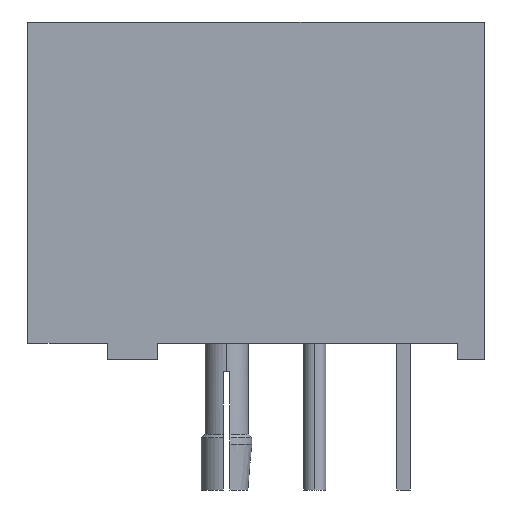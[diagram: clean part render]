
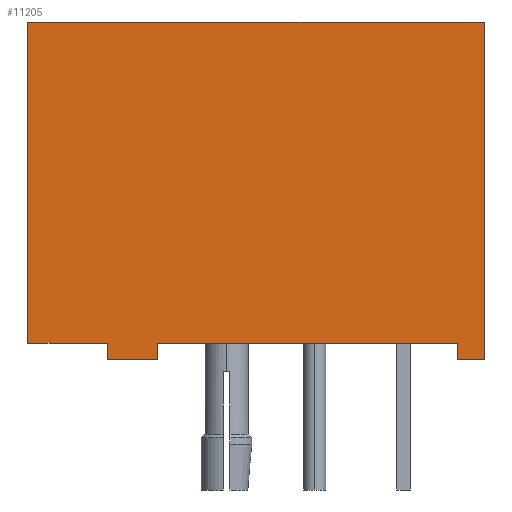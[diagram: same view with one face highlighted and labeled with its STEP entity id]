
A CAD part, left-side view. The second image highlights one B-rep face of the part: STEP entity #11205.
In plain terms, the highlighted planar face has unit normal (-1, 0, 0).
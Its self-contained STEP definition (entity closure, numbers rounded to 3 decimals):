
#186 = CARTESIAN_POINT ( 'NONE',  ( -4.85, 2.9, -10. ) ) ;
#196 = CARTESIAN_POINT ( 'NONE',  ( -4.85, 6.75, -9.5 ) ) ;
#538 = VERTEX_POINT ( 'NONE', #929 ) ;
#929 = CARTESIAN_POINT ( 'NONE',  ( -4.85, 2.9, -9.5 ) ) ;
#1653 = VECTOR ( 'NONE', #8249, 1000. ) ;
#2548 = CARTESIAN_POINT ( 'NONE',  ( -4.85, 4.4, -10. ) ) ;
#2583 = VECTOR ( 'NONE', #19298, 1000. ) ;
#2604 = ORIENTED_EDGE ( 'NONE', *, *, #3384, .F. ) ;
#3384 = EDGE_CURVE ( 'NONE', #15348, #18220, #17940, .T. ) ;
#3401 = EDGE_CURVE ( 'NONE', #16974, #13049, #13959, .T. ) ;
#3855 = VECTOR ( 'NONE', #6238, 1000. ) ;
#4394 = LINE ( 'NONE', #196, #9149 ) ;
#4668 = EDGE_CURVE ( 'NONE', #15348, #538, #13331, .T. ) ;
#4684 = DIRECTION ( 'NONE',  ( 0., 0., 1. ) ) ;
#5258 = ORIENTED_EDGE ( 'NONE', *, *, #22109, .T. ) ;
#5825 = DIRECTION ( 'NONE',  ( 0., 1., 0. ) ) ;
#5942 = VECTOR ( 'NONE', #20167, 1000. ) ;
#6158 = VECTOR ( 'NONE', #12250, 1000. ) ;
#6238 = DIRECTION ( 'NONE',  ( 0., 0., 1. ) ) ;
#6253 = DIRECTION ( 'NONE',  ( 0., 0., 1. ) ) ;
#6616 = DIRECTION ( 'NONE',  ( 0., -1., 0. ) ) ;
#6823 = EDGE_CURVE ( 'NONE', #13319, #18467, #10809, .T. ) ;
#6905 = FACE_OUTER_BOUND ( 'NONE', #16481, .T. ) ;
#7678 = CARTESIAN_POINT ( 'NONE',  ( -4.85, -6.75, 0. ) ) ;
#7900 = VECTOR ( 'NONE', #14648, 1000. ) ;
#7973 = EDGE_CURVE ( 'NONE', #21988, #8878, #12005, .T. ) ;
#8249 = DIRECTION ( 'NONE',  ( 0., 1., 0. ) ) ;
#8515 = CARTESIAN_POINT ( 'NONE',  ( -4.85, -6.75, 0. ) ) ;
#8677 = CARTESIAN_POINT ( 'NONE',  ( -4.85, -5.95, -10. ) ) ;
#8878 = VERTEX_POINT ( 'NONE', #12253 ) ;
#8930 = PLANE ( 'NONE',  #23996 ) ;
#9149 = VECTOR ( 'NONE', #6253, 1000. ) ;
#9662 = CARTESIAN_POINT ( 'NONE',  ( -4.85, 4.4, -10. ) ) ;
#10128 = LINE ( 'NONE', #15686, #3855 ) ;
#10429 = DIRECTION ( 'NONE',  ( -1., 0., 0. ) ) ;
#10468 = ORIENTED_EDGE ( 'NONE', *, *, #14881, .T. ) ;
#10505 = CARTESIAN_POINT ( 'NONE',  ( -4.85, 6.75, -9.5 ) ) ;
#10555 = ORIENTED_EDGE ( 'NONE', *, *, #18251, .F. ) ;
#10809 = LINE ( 'NONE', #24129, #7900 ) ;
#11108 = ORIENTED_EDGE ( 'NONE', *, *, #3401, .F. ) ;
#11205 = ADVANCED_FACE ( 'NONE', ( #6905 ), #8930, .T. ) ;
#11218 = VERTEX_POINT ( 'NONE', #15996 ) ;
#11559 = CARTESIAN_POINT ( 'NONE',  ( -4.85, -5.95, -9.5 ) ) ;
#11690 = LINE ( 'NONE', #11938, #22148 ) ;
#11928 = ORIENTED_EDGE ( 'NONE', *, *, #13799, .F. ) ;
#11938 = CARTESIAN_POINT ( 'NONE',  ( -4.85, -5.95, -10. ) ) ;
#12005 = LINE ( 'NONE', #19573, #6158 ) ;
#12250 = DIRECTION ( 'NONE',  ( 0., -1., 0. ) ) ;
#12253 = CARTESIAN_POINT ( 'NONE',  ( -4.85, 4.4, -9.5 ) ) ;
#12277 = DIRECTION ( 'NONE',  ( 0., 0., 1. ) ) ;
#12596 = CARTESIAN_POINT ( 'NONE',  ( -4.85, -6.75, -9.5 ) ) ;
#13049 = VERTEX_POINT ( 'NONE', #7678 ) ;
#13319 = VERTEX_POINT ( 'NONE', #8677 ) ;
#13331 = LINE ( 'NONE', #186, #2583 ) ;
#13707 = CARTESIAN_POINT ( 'NONE',  ( -4.85, 2.9, -10. ) ) ;
#13799 = EDGE_CURVE ( 'NONE', #11218, #13319, #11690, .T. ) ;
#13959 = LINE ( 'NONE', #8515, #18697 ) ;
#14175 = CARTESIAN_POINT ( 'NONE',  ( -4.85, 6.75, 0. ) ) ;
#14422 = ORIENTED_EDGE ( 'NONE', *, *, #6823, .F. ) ;
#14648 = DIRECTION ( 'NONE',  ( 0., 0., 1. ) ) ;
#14881 = EDGE_CURVE ( 'NONE', #11218, #13049, #19979, .T. ) ;
#15348 = VERTEX_POINT ( 'NONE', #13707 ) ;
#15686 = CARTESIAN_POINT ( 'NONE',  ( -4.85, 4.4, -10. ) ) ;
#15996 = CARTESIAN_POINT ( 'NONE',  ( -4.85, -6.75, -10. ) ) ;
#16481 = EDGE_LOOP ( 'NONE', ( #11108, #10555, #17056, #21704, #2604, #22913, #5258, #14422, #11928, #10468 ) ) ;
#16537 = VECTOR ( 'NONE', #4684, 1000. ) ;
#16974 = VERTEX_POINT ( 'NONE', #14175 ) ;
#17056 = ORIENTED_EDGE ( 'NONE', *, *, #7973, .T. ) ;
#17940 = LINE ( 'NONE', #2548, #1653 ) ;
#18220 = VERTEX_POINT ( 'NONE', #9662 ) ;
#18251 = EDGE_CURVE ( 'NONE', #21988, #16974, #4394, .T. ) ;
#18467 = VERTEX_POINT ( 'NONE', #11559 ) ;
#18697 = VECTOR ( 'NONE', #6616, 1000. ) ;
#19298 = DIRECTION ( 'NONE',  ( 0., 0., 1. ) ) ;
#19573 = CARTESIAN_POINT ( 'NONE',  ( -4.85, -6.75, -9.5 ) ) ;
#19801 = EDGE_CURVE ( 'NONE', #18220, #8878, #10128, .T. ) ;
#19979 = LINE ( 'NONE', #21743, #16537 ) ;
#20167 = DIRECTION ( 'NONE',  ( 0., -1., 0. ) ) ;
#21704 = ORIENTED_EDGE ( 'NONE', *, *, #19801, .F. ) ;
#21743 = CARTESIAN_POINT ( 'NONE',  ( -4.85, -6.75, -9.5 ) ) ;
#21988 = VERTEX_POINT ( 'NONE', #10505 ) ;
#22106 = CARTESIAN_POINT ( 'NONE',  ( -4.85, -6.75, -9.5 ) ) ;
#22109 = EDGE_CURVE ( 'NONE', #538, #18467, #24323, .T. ) ;
#22148 = VECTOR ( 'NONE', #5825, 1000. ) ;
#22913 = ORIENTED_EDGE ( 'NONE', *, *, #4668, .T. ) ;
#23996 = AXIS2_PLACEMENT_3D ( 'NONE', #22106, #10429, #12277 ) ;
#24129 = CARTESIAN_POINT ( 'NONE',  ( -4.85, -5.95, -10. ) ) ;
#24323 = LINE ( 'NONE', #12596, #5942 ) ;
